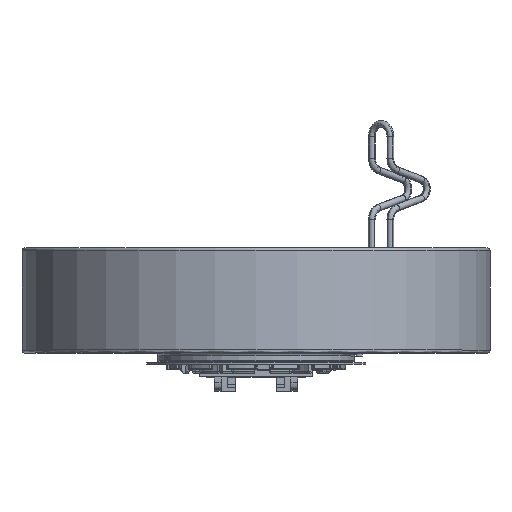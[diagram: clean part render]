
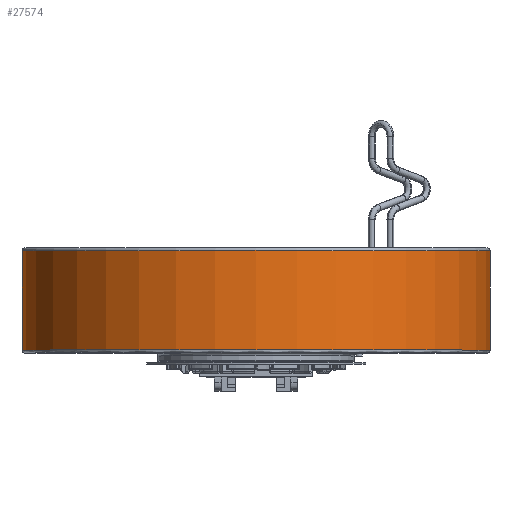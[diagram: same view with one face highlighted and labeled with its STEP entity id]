
A CAD part, top view. The second image highlights one B-rep face of the part: STEP entity #27574.
In plain terms, the highlighted cylindrical face has radius 40.64 mm (diameter 81.28 mm), a partial arc.
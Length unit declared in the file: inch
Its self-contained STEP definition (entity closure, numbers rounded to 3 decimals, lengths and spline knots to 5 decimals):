
#1677=CARTESIAN_POINT('',(0.,0.02,0.));
#1678=DIRECTION('',(0.,1.,0.));
#1679=DIRECTION('',(-1.,0.,0.));
#1680=AXIS2_PLACEMENT_3D('',#1677,#1678,#1679);
#1732=DIRECTION('',(0.,1.,0.));
#1733=VECTOR('',#1732,0.679);
#1734=CARTESIAN_POINT('',(1.6,0.02,0.));
#1735=LINE('',#1734,#1733);
#1736=DIRECTION('',(0.,-1.,0.));
#1737=VECTOR('',#1736,0.679);
#1738=CARTESIAN_POINT('',(-1.6,0.699,0.));
#1739=LINE('',#1738,#1737);
#1740=CARTESIAN_POINT('',(0.,0.699,0.));
#1741=DIRECTION('',(0.,-1.,0.));
#1742=DIRECTION('',(1.,0.,0.));
#1743=AXIS2_PLACEMENT_3D('',#1740,#1741,#1742);
#20507=CARTESIAN_POINT('',(-1.6,0.02,0.));
#20509=VERTEX_POINT('',#20507);
#20510=CARTESIAN_POINT('',(1.6,0.02,0.));
#20511=VERTEX_POINT('',#20510);
#21166=CARTESIAN_POINT('',(1.6,0.699,0.));
#21168=VERTEX_POINT('',#21166);
#21170=CARTESIAN_POINT('',(-1.6,0.699,0.));
#21172=VERTEX_POINT('',#21170);
#27562=CARTESIAN_POINT('',(0.,0.78945,0.));
#27563=DIRECTION('',(0.,-1.,0.));
#27564=DIRECTION('',(-1.,0.,0.));
#27565=AXIS2_PLACEMENT_3D('',#27562,#27563,#27564);
#27566=CYLINDRICAL_SURFACE('',#27565,1.6);
#27567=ORIENTED_EDGE('',*,*,#27551,.F.);
#27569=ORIENTED_EDGE('',*,*,#27568,.F.);
#27570=ORIENTED_EDGE('',*,*,#27547,.F.);
#27571=ORIENTED_EDGE('',*,*,#27481,.F.);
#27572=EDGE_LOOP('',(#27567,#27569,#27570,#27571));
#27573=FACE_OUTER_BOUND('',#27572,.F.);
#27574=ADVANCED_FACE('',(#27573),#27566,.T.);
#1681=CIRCLE('',#1680,1.6);
#1744=CIRCLE('',#1743,1.6);
#27481=EDGE_CURVE('',#20509,#20511,#1681,.T.);
#27547=EDGE_CURVE('',#20511,#21168,#1735,.T.);
#27551=EDGE_CURVE('',#21172,#20509,#1739,.T.);
#27568=EDGE_CURVE('',#21168,#21172,#1744,.T.);
